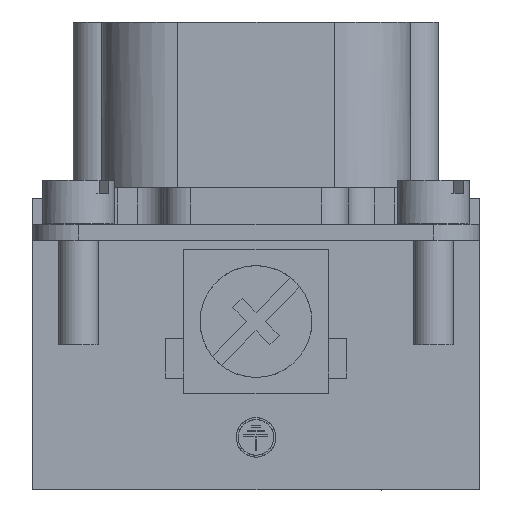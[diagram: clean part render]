
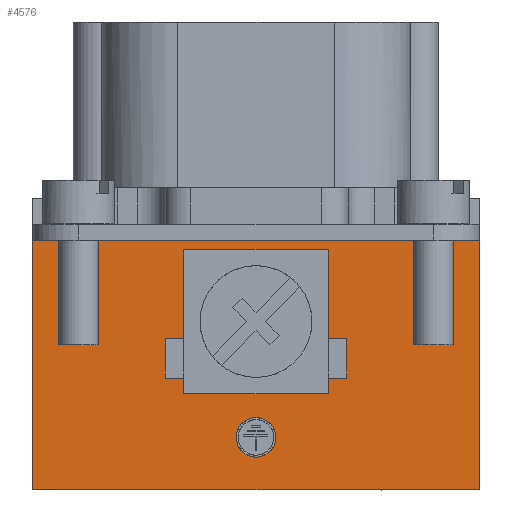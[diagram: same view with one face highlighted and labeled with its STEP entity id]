
A CAD part, left-side view. The second image highlights one B-rep face of the part: STEP entity #4576.
In plain terms, the highlighted planar face has unit normal (-1, 0, 0).
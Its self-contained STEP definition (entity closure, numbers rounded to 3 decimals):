
#1734=FACE_BOUND('',#6074,.T.);
#1735=FACE_BOUND('',#6075,.T.);
#1736=FACE_BOUND('',#6076,.T.);
#1826=LINE('',#14853,#2989);
#1828=LINE('',#14862,#2991);
#1830=LINE('',#14866,#2993);
#1832=LINE('',#14870,#2995);
#1834=LINE('',#14874,#2997);
#1836=LINE('',#14878,#2999);
#1838=LINE('',#14882,#3001);
#1840=LINE('',#14886,#3003);
#1842=LINE('',#14890,#3005);
#1844=LINE('',#14894,#3007);
#1846=LINE('',#14898,#3009);
#1847=LINE('',#14905,#3010);
#2875=LINE('',#17439,#4038);
#2885=LINE('',#17459,#4048);
#2887=LINE('',#17463,#4050);
#2888=LINE('',#17465,#4051);
#2989=VECTOR('',#12337,1.);
#2991=VECTOR('',#12341,1.);
#2993=VECTOR('',#12345,1.);
#2995=VECTOR('',#12349,1.);
#2997=VECTOR('',#12353,1.);
#2999=VECTOR('',#12357,1.);
#3001=VECTOR('',#12361,1.);
#3003=VECTOR('',#12365,1.);
#3005=VECTOR('',#12369,1.);
#3007=VECTOR('',#12373,1.);
#3009=VECTOR('',#12377,1.);
#3010=VECTOR('',#12380,1.);
#4038=VECTOR('',#14524,1.);
#4048=VECTOR('',#14544,1.);
#4050=VECTOR('',#14548,1.);
#4051=VECTOR('',#14551,1.);
#4576=ADVANCED_FACE('',(#1734,#1735,#1736),#5028,.T.);
#5028=PLANE('',#12104);
#6074=EDGE_LOOP('',(#8689,#8690,#8691,#8692,#8693,#8694,#8695,#8696,#8697,
#8698,#8699,#8700));
#6075=EDGE_LOOP('',(#8701));
#6076=EDGE_LOOP('',(#8702,#8703,#8704,#8705));
#8689=ORIENTED_EDGE('',*,*,#9830,.T.);
#8690=ORIENTED_EDGE('',*,*,#9807,.T.);
#8691=ORIENTED_EDGE('',*,*,#9810,.T.);
#8692=ORIENTED_EDGE('',*,*,#9812,.T.);
#8693=ORIENTED_EDGE('',*,*,#9814,.T.);
#8694=ORIENTED_EDGE('',*,*,#9816,.T.);
#8695=ORIENTED_EDGE('',*,*,#9818,.T.);
#8696=ORIENTED_EDGE('',*,*,#9820,.T.);
#8697=ORIENTED_EDGE('',*,*,#9822,.T.);
#8698=ORIENTED_EDGE('',*,*,#9824,.T.);
#8699=ORIENTED_EDGE('',*,*,#9826,.T.);
#8700=ORIENTED_EDGE('',*,*,#9828,.T.);
#8701=ORIENTED_EDGE('',*,*,#9882,.T.);
#8702=ORIENTED_EDGE('',*,*,#11018,.F.);
#8703=ORIENTED_EDGE('',*,*,#11006,.T.);
#8704=ORIENTED_EDGE('',*,*,#11019,.T.);
#8705=ORIENTED_EDGE('',*,*,#11016,.T.);
#8867=VERTEX_POINT('',#14854);
#8868=VERTEX_POINT('',#14855);
#8869=VERTEX_POINT('',#14863);
#8870=VERTEX_POINT('',#14867);
#8871=VERTEX_POINT('',#14871);
#8872=VERTEX_POINT('',#14875);
#8873=VERTEX_POINT('',#14879);
#8874=VERTEX_POINT('',#14883);
#8875=VERTEX_POINT('',#14887);
#8876=VERTEX_POINT('',#14891);
#8877=VERTEX_POINT('',#14895);
#8878=VERTEX_POINT('',#14899);
#8914=VERTEX_POINT('',#15098);
#9678=VERTEX_POINT('',#17438);
#9679=VERTEX_POINT('',#17440);
#9683=VERTEX_POINT('',#17458);
#9684=VERTEX_POINT('',#17460);
#9807=EDGE_CURVE('',#8867,#8868,#1826,.T.);
#9810=EDGE_CURVE('',#8868,#8869,#1828,.T.);
#9812=EDGE_CURVE('',#8869,#8870,#1830,.T.);
#9814=EDGE_CURVE('',#8870,#8871,#1832,.T.);
#9816=EDGE_CURVE('',#8871,#8872,#1834,.T.);
#9818=EDGE_CURVE('',#8872,#8873,#1836,.T.);
#9820=EDGE_CURVE('',#8873,#8874,#1838,.T.);
#9822=EDGE_CURVE('',#8874,#8875,#1840,.T.);
#9824=EDGE_CURVE('',#8875,#8876,#1842,.T.);
#9826=EDGE_CURVE('',#8876,#8877,#1844,.T.);
#9828=EDGE_CURVE('',#8877,#8878,#1846,.T.);
#9830=EDGE_CURVE('',#8878,#8867,#1847,.T.);
#9882=EDGE_CURVE('',#8914,#8914,#11073,.T.);
#11006=EDGE_CURVE('',#9679,#9678,#2875,.T.);
#11016=EDGE_CURVE('',#9684,#9683,#2885,.T.);
#11018=EDGE_CURVE('',#9679,#9683,#2887,.T.);
#11019=EDGE_CURVE('',#9678,#9684,#2888,.T.);
#11073=CIRCLE('',#11563,1.5);
#11563=AXIS2_PLACEMENT_3D('',#15097,#12461,#12462);
#12104=AXIS2_PLACEMENT_3D('',#17466,#14552,#14553);
#12337=DIRECTION('',(0.,-1.,0.));
#12341=DIRECTION('',(0.,0.,1.));
#12345=DIRECTION('',(0.,-1.,0.));
#12349=DIRECTION('',(0.,0.,-1.));
#12353=DIRECTION('',(0.,-1.,0.));
#12357=DIRECTION('',(0.,0.,-1.));
#12361=DIRECTION('',(0.,1.,0.));
#12365=DIRECTION('',(0.,0.,-1.));
#12369=DIRECTION('',(0.,1.,0.));
#12373=DIRECTION('',(0.,0.,1.));
#12377=DIRECTION('',(0.,1.,0.));
#12380=DIRECTION('',(0.,0.,1.));
#12461=DIRECTION('',(1.,0.,0.));
#12462=DIRECTION('',(0.,0.,1.));
#14524=DIRECTION('',(0.,0.,-1.));
#14544=DIRECTION('',(0.,0.,1.));
#14548=DIRECTION('',(0.,-1.,0.));
#14551=DIRECTION('',(0.,-1.,0.));
#14552=DIRECTION('',(-1.,0.,0.));
#14553=DIRECTION('',(0.,-1.,0.));
#14853=CARTESIAN_POINT('',(-478.752,-740.465,-11.485));
#14854=CARTESIAN_POINT('',(-478.752,-740.465,-11.485));
#14855=CARTESIAN_POINT('',(-478.752,-741.865,-11.485));
#14862=CARTESIAN_POINT('',(-478.752,-741.865,-11.485));
#14863=CARTESIAN_POINT('',(-478.752,-741.865,-4.685));
#14866=CARTESIAN_POINT('',(-478.752,-741.865,-4.685));
#14867=CARTESIAN_POINT('',(-478.752,-752.865,-4.685));
#14870=CARTESIAN_POINT('',(-478.752,-752.865,-4.685));
#14871=CARTESIAN_POINT('',(-478.752,-752.865,-11.485));
#14874=CARTESIAN_POINT('',(-478.752,-752.865,-11.485));
#14875=CARTESIAN_POINT('',(-478.752,-754.265,-11.485));
#14878=CARTESIAN_POINT('',(-478.752,-754.265,-11.485));
#14879=CARTESIAN_POINT('',(-478.752,-754.265,-14.485));
#14882=CARTESIAN_POINT('',(-478.752,-754.265,-14.485));
#14883=CARTESIAN_POINT('',(-478.752,-752.865,-14.485));
#14886=CARTESIAN_POINT('',(-478.752,-752.865,-14.485));
#14887=CARTESIAN_POINT('',(-478.752,-752.865,-15.685));
#14890=CARTESIAN_POINT('',(-478.752,-752.865,-15.685));
#14891=CARTESIAN_POINT('',(-478.752,-741.865,-15.685));
#14894=CARTESIAN_POINT('',(-478.752,-741.865,-15.685));
#14895=CARTESIAN_POINT('',(-478.752,-741.865,-14.485));
#14898=CARTESIAN_POINT('',(-478.752,-741.865,-14.485));
#14899=CARTESIAN_POINT('',(-478.752,-740.465,-14.485));
#14905=CARTESIAN_POINT('',(-478.752,-740.465,-14.485));
#15097=CARTESIAN_POINT('',(-478.752,-747.365,-19.));
#15098=CARTESIAN_POINT('',(-478.752,-747.364,-17.5));
#17438=CARTESIAN_POINT('',(-478.752,-730.365,-23.));
#17439=CARTESIAN_POINT('',(-478.752,-730.365,-4.));
#17440=CARTESIAN_POINT('',(-478.752,-730.365,-4.));
#17458=CARTESIAN_POINT('',(-478.752,-764.365,-4.));
#17459=CARTESIAN_POINT('',(-478.752,-764.365,-23.));
#17460=CARTESIAN_POINT('',(-478.752,-764.365,-23.));
#17463=CARTESIAN_POINT('',(-478.752,-730.365,-4.));
#17465=CARTESIAN_POINT('',(-478.752,-730.365,-23.));
#17466=CARTESIAN_POINT('',(-478.752,-730.365,-23.));
